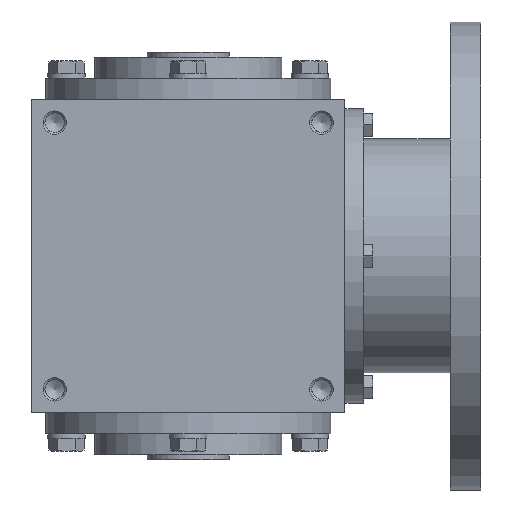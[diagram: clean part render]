
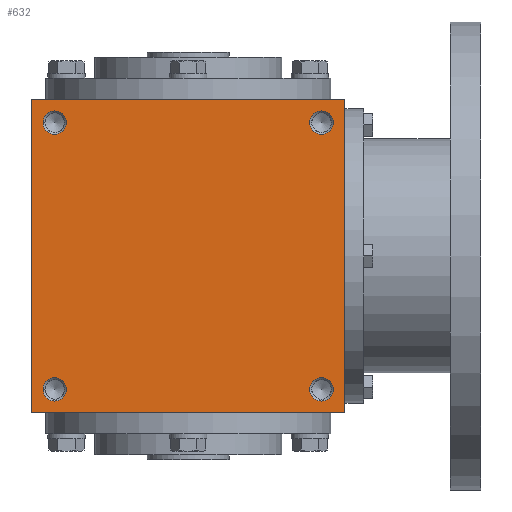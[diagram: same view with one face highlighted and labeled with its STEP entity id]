
A CAD part, front view. The second image highlights one B-rep face of the part: STEP entity #632.
In plain terms, the highlighted planar face has unit normal (0, -1, 0).
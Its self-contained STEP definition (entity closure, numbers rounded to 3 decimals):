
#632 = ADVANCED_FACE( '', ( #1314, #1315, #1316, #1317, #1318 ), #1319, .F. );
#1314 = FACE_BOUND( '', #2034, .T. );
#1315 = FACE_BOUND( '', #2035, .T. );
#1316 = FACE_BOUND( '', #2036, .T. );
#1317 = FACE_BOUND( '', #2037, .T. );
#1318 = FACE_OUTER_BOUND( '', #2038, .T. );
#1319 = PLANE( '', #2039 );
#2034 = EDGE_LOOP( '', ( #3206 ) );
#2035 = EDGE_LOOP( '', ( #3207 ) );
#2036 = EDGE_LOOP( '', ( #3208 ) );
#2037 = EDGE_LOOP( '', ( #3209 ) );
#2038 = EDGE_LOOP( '', ( #3210, #3211, #3212, #3213 ) );
#2039 = AXIS2_PLACEMENT_3D( '', #3214, #3215, #3216 );
#3206 = ORIENTED_EDGE( '', *, *, #3735, .T. );
#3207 = ORIENTED_EDGE( '', *, *, #4009, .T. );
#3208 = ORIENTED_EDGE( '', *, *, #3792, .F. );
#3209 = ORIENTED_EDGE( '', *, *, #4024, .F. );
#3210 = ORIENTED_EDGE( '', *, *, #4045, .T. );
#3211 = ORIENTED_EDGE( '', *, *, #3990, .F. );
#3212 = ORIENTED_EDGE( '', *, *, #4001, .F. );
#3213 = ORIENTED_EDGE( '', *, *, #4046, .T. );
#3214 = CARTESIAN_POINT( '', ( -67., -67., 67. ) );
#3215 = DIRECTION( '', ( 0., 1., 0. ) );
#3216 = DIRECTION( '', ( 0., 0., 1. ) );
#3735 = EDGE_CURVE( '', #4339, #4339, #4340, .T. );
#3792 = EDGE_CURVE( '', #4419, #4419, #4420, .T. );
#3990 = EDGE_CURVE( '', #4695, #4690, #4697, .T. );
#4001 = EDGE_CURVE( '', #4712, #4695, #4714, .T. );
#4009 = EDGE_CURVE( '', #4724, #4724, #4725, .T. );
#4024 = EDGE_CURVE( '', #4746, #4746, #4747, .T. );
#4045 = EDGE_CURVE( '', #4775, #4690, #4776, .T. );
#4046 = EDGE_CURVE( '', #4712, #4775, #4777, .T. );
#4339 = VERTEX_POINT( '', #5110 );
#4340 = CIRCLE( '', #5111, 5. );
#4419 = VERTEX_POINT( '', #5190 );
#4420 = CIRCLE( '', #5191, 5. );
#4690 = VERTEX_POINT( '', #5578 );
#4695 = VERTEX_POINT( '', #5585 );
#4697 = LINE( '', #5588, #5589 );
#4712 = VERTEX_POINT( '', #5604 );
#4714 = LINE( '', #5607, #5608 );
#4724 = VERTEX_POINT( '', #5619 );
#4725 = CIRCLE( '', #5620, 5. );
#4746 = VERTEX_POINT( '', #5653 );
#4747 = CIRCLE( '', #5654, 5. );
#4775 = VERTEX_POINT( '', #5682 );
#4776 = LINE( '', #5683, #5684 );
#4777 = LINE( '', #5685, #5686 );
#5110 = CARTESIAN_POINT( '', ( -57., -67., -52. ) );
#5111 = AXIS2_PLACEMENT_3D( '', #6041, #6042, #6043 );
#5190 = CARTESIAN_POINT( '', ( 57., -67., -62. ) );
#5191 = AXIS2_PLACEMENT_3D( '', #6140, #6141, #6142 );
#5578 = CARTESIAN_POINT( '', ( 67., -67., -67. ) );
#5585 = CARTESIAN_POINT( '', ( 67., -67., 67. ) );
#5588 = CARTESIAN_POINT( '', ( 67., -67., 67. ) );
#5589 = VECTOR( '', #6397, 1000. );
#5604 = CARTESIAN_POINT( '', ( -67., -67., 67. ) );
#5607 = CARTESIAN_POINT( '', ( -67., -67., 67. ) );
#5608 = VECTOR( '', #6414, 1000. );
#5619 = CARTESIAN_POINT( '', ( -57., -67., 62. ) );
#5620 = AXIS2_PLACEMENT_3D( '', #6425, #6426, #6427 );
#5653 = CARTESIAN_POINT( '', ( 57., -67., 52. ) );
#5654 = AXIS2_PLACEMENT_3D( '', #6445, #6446, #6447 );
#5682 = CARTESIAN_POINT( '', ( -67., -67., -67. ) );
#5683 = CARTESIAN_POINT( '', ( -67., -67., -67. ) );
#5684 = VECTOR( '', #6481, 1000. );
#5685 = CARTESIAN_POINT( '', ( -67., -67., 67. ) );
#5686 = VECTOR( '', #6482, 1000. );
#6041 = CARTESIAN_POINT( '', ( -57., -67., -57. ) );
#6042 = DIRECTION( '', ( 0., 1., 0. ) );
#6043 = DIRECTION( '', ( 0., 0., 1. ) );
#6140 = CARTESIAN_POINT( '', ( 57., -67., -57. ) );
#6141 = DIRECTION( '', ( 0., -1., 0. ) );
#6142 = DIRECTION( '', ( 0., 0., -1. ) );
#6397 = DIRECTION( '', ( 0., 0., -1. ) );
#6414 = DIRECTION( '', ( 1., 0., 0. ) );
#6425 = CARTESIAN_POINT( '', ( -57., -67., 57. ) );
#6426 = DIRECTION( '', ( 0., 1., 0. ) );
#6427 = DIRECTION( '', ( 0., 0., 1. ) );
#6445 = CARTESIAN_POINT( '', ( 57., -67., 57. ) );
#6446 = DIRECTION( '', ( 0., -1., 0. ) );
#6447 = DIRECTION( '', ( 0., 0., -1. ) );
#6481 = DIRECTION( '', ( 1., 0., 0. ) );
#6482 = DIRECTION( '', ( 0., 0., -1. ) );
